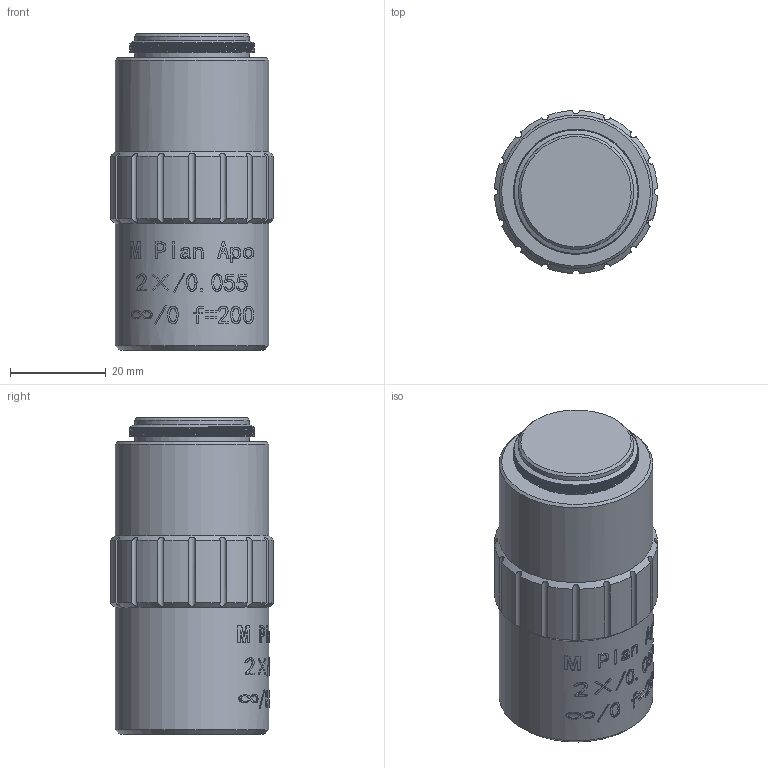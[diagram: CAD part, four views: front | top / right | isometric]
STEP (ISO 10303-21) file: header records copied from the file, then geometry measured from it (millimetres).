
FILE_DESCRIPTION (( 'STEP AP203' ), '1' );
FILE_NAME ('690030.STEP', '2024-07-12T07:39:26', ( 'Windows User' ), ( 'P R C' ), 'SwSTEP 2.0', 'SolidWorks 2020', '' );
FILE_SCHEMA (( 'CONFIG_CONTROL_DESIGN' ));
Length unit declared in the file: millimetre
Products named in the file (1): 690030
Bounding box: 33.97 x 33.97 x 66 mm (x, y, z)
Volume: 52413.1 mm3; surface area: 11730.9 mm2
Topology: 2 solids, 2 shells, 305 faces, 786 edges, 523 vertices
Faces by surface type: plane 134, bspline 90, cylinder 75, cone 6
Full cylindrical faces by diameter (mm): 15 x1, 24 x2, 32 x2
Entity records: 18204 total; most frequent: CARTESIAN_POINT 11508, ORIENTED_EDGE 1514, DIRECTION 1051, EDGE_CURVE 757, VERTEX_POINT 515, AXIS2_PLACEMENT_3D 367, EDGE_LOOP 366, FACE_OUTER_BOUND 320
